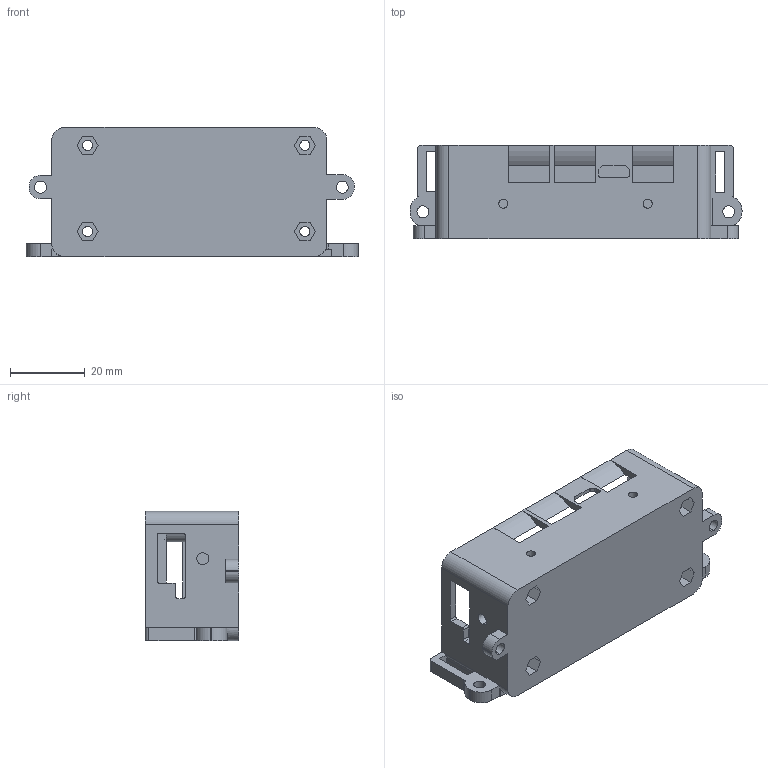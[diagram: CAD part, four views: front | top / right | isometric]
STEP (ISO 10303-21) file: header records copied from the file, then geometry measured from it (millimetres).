
FILE_DESCRIPTION(('FreeCAD Model'),'2;1');
FILE_NAME('Open CASCADE Shape Model','2024-04-17T08:50:18',(''),(''), 'Open CASCADE STEP processor 7.5','FreeCAD','Unknown');
FILE_SCHEMA(('AUTOMOTIVE_DESIGN { 1 0 10303 214 1 1 1 1 }'));
Length unit declared in the file: millimetre
Products named in the file (1): BOT_080424
Bounding box: 88.61 x 25 x 34.5 mm (x, y, z)
Volume: 16680.1 mm3; surface area: 17970.6 mm2
Topology: 1 solids, 1 shells, 279 faces, 809 edges, 538 vertices
Faces by surface type: plane 181, cylinder 98
Entity records: 20133 total; most frequent: CARTESIAN_POINT 3827, DIRECTION 3099, LINE 2012, VECTOR 2012, ORIENTED_EDGE 1618, PCURVE 1618, DEFINITIONAL_REPRESENTATION 1618, EDGE_CURVE 809
